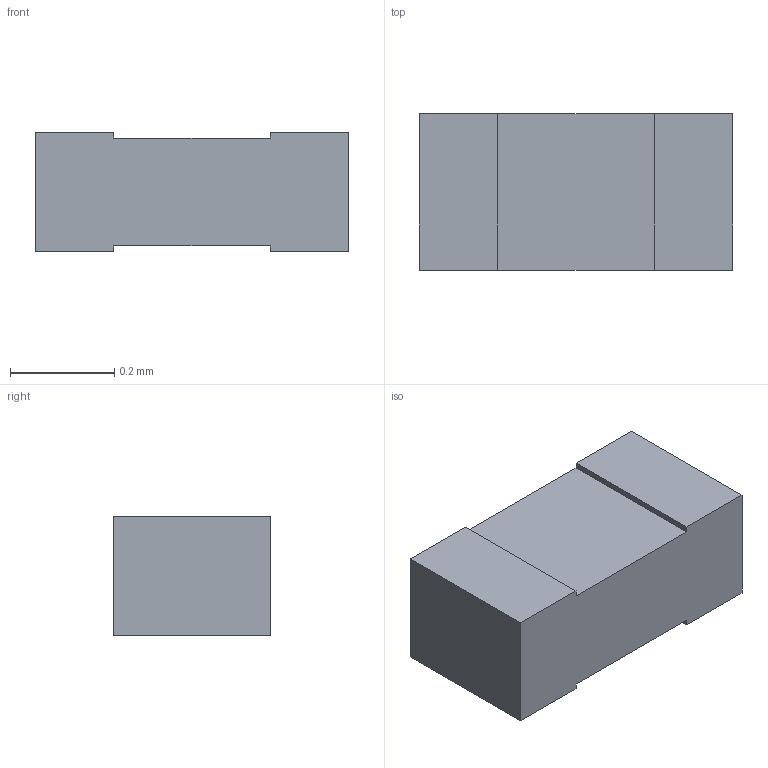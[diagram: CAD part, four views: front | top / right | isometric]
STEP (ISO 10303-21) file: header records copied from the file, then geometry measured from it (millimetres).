
FILE_DESCRIPTION(('FreeCAD Model'),'2;1');
FILE_NAME('Open CASCADE Shape Model','2023-12-04T14:44:34',(''),(''), 'Open CASCADE STEP processor 7.6','FreeCAD','Unknown');
FILE_SCHEMA(('AUTOMOTIVE_DESIGN { 1 0 10303 214 1 1 1 1 }'));
Length unit declared in the file: millimetre
Products named in the file (1): body
Bounding box: 0.6 x 0.3 x 0.23 mm (x, y, z)
Volume: 0 mm3; surface area: 0.8 mm2
Topology: 1 solids, 1 shells, 14 faces, 36 edges, 24 vertices
Faces by surface type: plane 14
Entity records: 323 total; most frequent: ORIENTED_EDGE 60, EDGE_CURVE 36, LINE 36, CARTESIAN_POINT 35, VERTEX_POINT 24, AXIS2_PLACEMENT_3D 15, ADVANCED_FACE 14, FACE_BOUND 14
